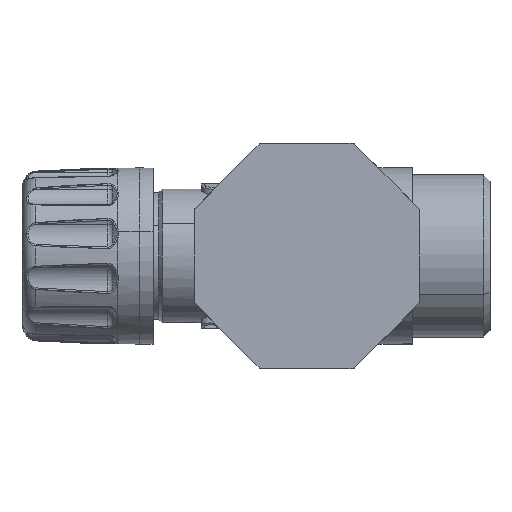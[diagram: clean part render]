
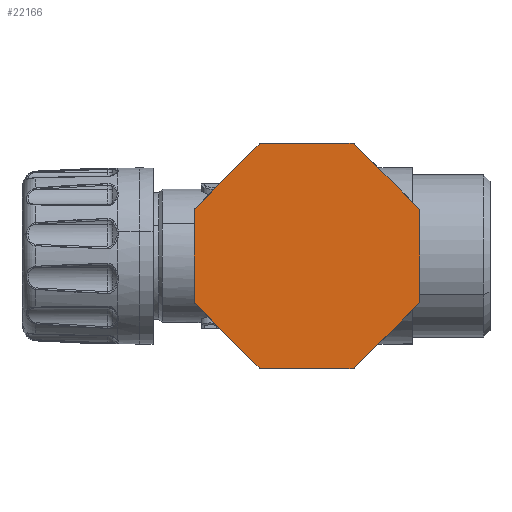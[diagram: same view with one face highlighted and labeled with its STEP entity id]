
A CAD part, left-side view. The second image highlights one B-rep face of the part: STEP entity #22166.
In plain terms, the highlighted planar face has unit normal (-1, 0, 0).
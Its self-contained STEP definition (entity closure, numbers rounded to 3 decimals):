
#16716=CARTESIAN_POINT('Vertex',(-29.,-6.774,15.854)) ;
#16732=CARTESIAN_POINT('Vertex',(-29.,-6.42,16.)) ;
#16735=CARTESIAN_POINT('Axis2P3D Location',(-29.,-6.42,15.5)) ;
#16756=CARTESIAN_POINT('Vertex',(-29.,6.774,-15.854)) ;
#16772=CARTESIAN_POINT('Vertex',(-29.,6.42,-16.)) ;
#16775=CARTESIAN_POINT('Axis2P3D Location',(-29.,6.42,-15.5)) ;
#16796=CARTESIAN_POINT('Vertex',(-29.,16.,-6.42)) ;
#16812=CARTESIAN_POINT('Vertex',(-29.,15.854,-6.774)) ;
#16815=CARTESIAN_POINT('Axis2P3D Location',(-29.,15.5,-6.42)) ;
#16838=CARTESIAN_POINT('Vertex',(-29.,6.42,16.)) ;
#16852=CARTESIAN_POINT('Vertex',(-29.,6.774,15.854)) ;
#16855=CARTESIAN_POINT('Axis2P3D Location',(-29.,6.42,15.5)) ;
#16876=CARTESIAN_POINT('Vertex',(-29.,15.854,6.774)) ;
#16892=CARTESIAN_POINT('Vertex',(-29.,16.,6.42)) ;
#16895=CARTESIAN_POINT('Axis2P3D Location',(-29.,15.5,6.42)) ;
#16916=CARTESIAN_POINT('Vertex',(-29.,-6.42,-16.)) ;
#16932=CARTESIAN_POINT('Vertex',(-29.,-6.774,-15.854)) ;
#16935=CARTESIAN_POINT('Axis2P3D Location',(-29.,-6.42,-15.5)) ;
#22063=CARTESIAN_POINT('Vertex',(-29.,-16.,6.42)) ;
#22079=CARTESIAN_POINT('Vertex',(-29.,-15.854,6.774)) ;
#22082=CARTESIAN_POINT('Axis2P3D Location',(-29.,-15.5,6.42)) ;
#22094=CARTESIAN_POINT('Axis2P3D Location',(-29.,17.5,0.)) ;
#22099=CARTESIAN_POINT('Line Origine',(-29.,0.,16.)) ;
#22104=CARTESIAN_POINT('Line Origine',(-29.,11.314,11.314)) ;
#22109=CARTESIAN_POINT('Line Origine',(-29.,16.,0.)) ;
#22114=CARTESIAN_POINT('Line Origine',(-29.,11.314,-11.314)) ;
#22119=CARTESIAN_POINT('Line Origine',(-29.,0.,-16.)) ;
#22124=CARTESIAN_POINT('Line Origine',(-29.,-11.314,-11.314)) ;
#22128=CARTESIAN_POINT('Vertex',(-29.,-15.854,-6.774)) ;
#22131=CARTESIAN_POINT('Axis2P3D Location',(-29.,-15.5,-6.42)) ;
#22135=CARTESIAN_POINT('Vertex',(-29.,-16.,-6.42)) ;
#22138=CARTESIAN_POINT('Line Origine',(-29.,-16.,0.)) ;
#22143=CARTESIAN_POINT('Line Origine',(-29.,-11.314,11.314)) ;
#16736=DIRECTION('Axis2P3D Direction',(1.,0.,0.)) ;
#16776=DIRECTION('Axis2P3D Direction',(1.,0.,0.)) ;
#16816=DIRECTION('Axis2P3D Direction',(1.,0.,0.)) ;
#16856=DIRECTION('Axis2P3D Direction',(1.,0.,-0.)) ;
#16896=DIRECTION('Axis2P3D Direction',(1.,0.,-0.)) ;
#16936=DIRECTION('Axis2P3D Direction',(1.,0.,0.)) ;
#22083=DIRECTION('Axis2P3D Direction',(1.,0.,0.)) ;
#22095=DIRECTION('Axis2P3D Direction',(1.,0.,0.)) ;
#22096=DIRECTION('Axis2P3D XDirection',(0.,1.,0.)) ;
#22100=DIRECTION('Vector Direction',(0.,-1.,0.)) ;
#22105=DIRECTION('Vector Direction',(0.,-0.707,0.707)) ;
#22110=DIRECTION('Vector Direction',(0.,0.,1.)) ;
#22115=DIRECTION('Vector Direction',(0.,0.707,0.707)) ;
#22120=DIRECTION('Vector Direction',(0.,1.,0.)) ;
#22125=DIRECTION('Vector Direction',(0.,0.707,-0.707)) ;
#22132=DIRECTION('Axis2P3D Direction',(1.,0.,0.)) ;
#22139=DIRECTION('Vector Direction',(0.,0.,-1.)) ;
#22144=DIRECTION('Vector Direction',(0.,-0.707,-0.707)) ;
#16737=AXIS2_PLACEMENT_3D('Circle Axis2P3D',#16735,#16736,$) ;
#16777=AXIS2_PLACEMENT_3D('Circle Axis2P3D',#16775,#16776,$) ;
#16817=AXIS2_PLACEMENT_3D('Circle Axis2P3D',#16815,#16816,$) ;
#16857=AXIS2_PLACEMENT_3D('Circle Axis2P3D',#16855,#16856,$) ;
#16897=AXIS2_PLACEMENT_3D('Circle Axis2P3D',#16895,#16896,$) ;
#16937=AXIS2_PLACEMENT_3D('Circle Axis2P3D',#16935,#16936,$) ;
#22084=AXIS2_PLACEMENT_3D('Circle Axis2P3D',#22082,#22083,$) ;
#22097=AXIS2_PLACEMENT_3D('Plane Axis2P3D',#22094,#22095,#22096) ;
#22133=AXIS2_PLACEMENT_3D('Circle Axis2P3D',#22131,#22132,$) ;
#22149=ORIENTED_EDGE('',*,*,#22103,.F.) ;
#22150=ORIENTED_EDGE('',*,*,#16859,.T.) ;
#22151=ORIENTED_EDGE('',*,*,#22108,.F.) ;
#22152=ORIENTED_EDGE('',*,*,#16899,.T.) ;
#22153=ORIENTED_EDGE('',*,*,#22113,.F.) ;
#22154=ORIENTED_EDGE('',*,*,#16819,.T.) ;
#22155=ORIENTED_EDGE('',*,*,#22118,.F.) ;
#22156=ORIENTED_EDGE('',*,*,#16779,.T.) ;
#22157=ORIENTED_EDGE('',*,*,#22123,.F.) ;
#22158=ORIENTED_EDGE('',*,*,#16939,.T.) ;
#22159=ORIENTED_EDGE('',*,*,#22130,.F.) ;
#22160=ORIENTED_EDGE('',*,*,#22137,.T.) ;
#22161=ORIENTED_EDGE('',*,*,#22142,.F.) ;
#22162=ORIENTED_EDGE('',*,*,#22086,.T.) ;
#22163=ORIENTED_EDGE('',*,*,#22147,.F.) ;
#22164=ORIENTED_EDGE('',*,*,#16739,.T.) ;
#22101=VECTOR('Line Direction',#22100,1.) ;
#22106=VECTOR('Line Direction',#22105,1.) ;
#22111=VECTOR('Line Direction',#22110,1.) ;
#22116=VECTOR('Line Direction',#22115,1.) ;
#22121=VECTOR('Line Direction',#22120,1.) ;
#22126=VECTOR('Line Direction',#22125,1.) ;
#22140=VECTOR('Line Direction',#22139,1.) ;
#22145=VECTOR('Line Direction',#22144,1.) ;
#22166=ADVANCED_FACE('PartBody',(#22165),#22098,.F.) ;
#16738=CIRCLE('generated circle',#16737,0.5) ;
#16778=CIRCLE('generated circle',#16777,0.5) ;
#16818=CIRCLE('generated circle',#16817,0.5) ;
#16858=CIRCLE('generated circle',#16857,0.5) ;
#16898=CIRCLE('generated circle',#16897,0.5) ;
#16938=CIRCLE('generated circle',#16937,0.5) ;
#22085=CIRCLE('generated circle',#22084,0.5) ;
#22134=CIRCLE('generated circle',#22133,0.5) ;
#16739=EDGE_CURVE('',#16717,#16733,#16738,.F.) ;
#16779=EDGE_CURVE('',#16757,#16773,#16778,.F.) ;
#16819=EDGE_CURVE('',#16797,#16813,#16818,.F.) ;
#16859=EDGE_CURVE('',#16839,#16853,#16858,.F.) ;
#16899=EDGE_CURVE('',#16877,#16893,#16898,.F.) ;
#16939=EDGE_CURVE('',#16917,#16933,#16938,.F.) ;
#22086=EDGE_CURVE('',#22064,#22080,#22085,.F.) ;
#22103=EDGE_CURVE('',#16839,#16733,#22102,.T.) ;
#22108=EDGE_CURVE('',#16877,#16853,#22107,.T.) ;
#22113=EDGE_CURVE('',#16797,#16893,#22112,.T.) ;
#22118=EDGE_CURVE('',#16757,#16813,#22117,.T.) ;
#22123=EDGE_CURVE('',#16917,#16773,#22122,.T.) ;
#22130=EDGE_CURVE('',#22129,#16933,#22127,.T.) ;
#22137=EDGE_CURVE('',#22129,#22136,#22134,.F.) ;
#22142=EDGE_CURVE('',#22064,#22136,#22141,.T.) ;
#22147=EDGE_CURVE('',#16717,#22080,#22146,.T.) ;
#22148=EDGE_LOOP('',(#22149,#22150,#22151,#22152,#22153,#22154,#22155,#22156,#22157,#22158,#22159,#22160,#22161,#22162,#22163,#22164)) ;
#22165=FACE_OUTER_BOUND('',#22148,.T.) ;
#22102=LINE('Line',#22099,#22101) ;
#22107=LINE('Line',#22104,#22106) ;
#22112=LINE('Line',#22109,#22111) ;
#22117=LINE('Line',#22114,#22116) ;
#22122=LINE('Line',#22119,#22121) ;
#22127=LINE('Line',#22124,#22126) ;
#22141=LINE('Line',#22138,#22140) ;
#22146=LINE('Line',#22143,#22145) ;
#22098=PLANE('',#22097) ;
#16717=VERTEX_POINT('',#16716) ;
#16733=VERTEX_POINT('',#16732) ;
#16757=VERTEX_POINT('',#16756) ;
#16773=VERTEX_POINT('',#16772) ;
#16797=VERTEX_POINT('',#16796) ;
#16813=VERTEX_POINT('',#16812) ;
#16839=VERTEX_POINT('',#16838) ;
#16853=VERTEX_POINT('',#16852) ;
#16877=VERTEX_POINT('',#16876) ;
#16893=VERTEX_POINT('',#16892) ;
#16917=VERTEX_POINT('',#16916) ;
#16933=VERTEX_POINT('',#16932) ;
#22064=VERTEX_POINT('',#22063) ;
#22080=VERTEX_POINT('',#22079) ;
#22129=VERTEX_POINT('',#22128) ;
#22136=VERTEX_POINT('',#22135) ;
